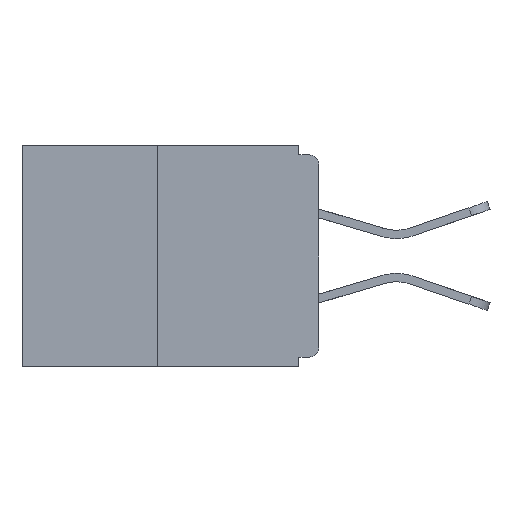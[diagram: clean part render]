
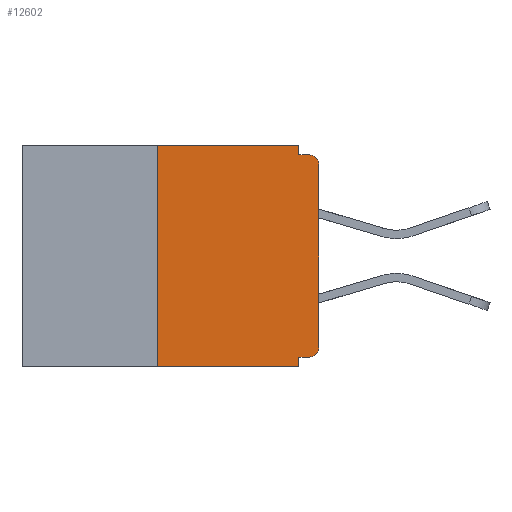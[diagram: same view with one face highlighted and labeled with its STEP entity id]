
A CAD part, left-side view. The second image highlights one B-rep face of the part: STEP entity #12602.
In plain terms, the highlighted planar face has unit normal (-1, 0, 0).
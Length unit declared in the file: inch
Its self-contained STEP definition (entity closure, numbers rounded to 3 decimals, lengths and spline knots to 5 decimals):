
#60 = EDGE_CURVE ( 'NONE', #5403, #1062, #4665, .T. ) ;
#410 = LINE ( 'NONE', #8319, #12305 ) ;
#465 = ORIENTED_EDGE ( 'NONE', *, *, #4624, .F. ) ;
#735 = DIRECTION ( 'NONE',  ( -1., 0., 0. ) ) ;
#842 = LINE ( 'NONE', #1021, #6346 ) ;
#967 = AXIS2_PLACEMENT_3D ( 'NONE', #8982, #12764, #12890 ) ;
#1021 = CARTESIAN_POINT ( 'NONE',  ( 0., 0., -0.328 ) ) ;
#1059 = EDGE_CURVE ( 'NONE', #2747, #9275, #9858, .T. ) ;
#1062 = VERTEX_POINT ( 'NONE', #10786 ) ;
#1394 = FACE_OUTER_BOUND ( 'NONE', #4422, .T. ) ;
#1440 = DIRECTION ( 'NONE',  ( 0., 0., 1. ) ) ;
#1720 = VERTEX_POINT ( 'NONE', #3491 ) ;
#1827 = CARTESIAN_POINT ( 'NONE',  ( 0., 0.015, -0.015 ) ) ;
#2082 = CARTESIAN_POINT ( 'NONE',  ( 0., 0.25, 0. ) ) ;
#2201 = LINE ( 'NONE', #2082, #8170 ) ;
#2452 = ORIENTED_EDGE ( 'NONE', *, *, #2687, .F. ) ;
#2470 = VECTOR ( 'NONE', #12724, 39.37008 ) ;
#2687 = EDGE_CURVE ( 'NONE', #11978, #11963, #4926, .T. ) ;
#2747 = VERTEX_POINT ( 'NONE', #3089 ) ;
#3089 = CARTESIAN_POINT ( 'NONE',  ( 0., 0.031, -0.015 ) ) ;
#3263 = EDGE_CURVE ( 'NONE', #11963, #2747, #410, .T. ) ;
#3268 = ORIENTED_EDGE ( 'NONE', *, *, #4211, .T. ) ;
#3323 = VERTEX_POINT ( 'NONE', #9782 ) ;
#3379 = DIRECTION ( 'NONE',  ( 0., 0., -1. ) ) ;
#3424 = AXIS2_PLACEMENT_3D ( 'NONE', #6451, #12484, #10439 ) ;
#3491 = CARTESIAN_POINT ( 'NONE',  ( 0., 0., -0.03 ) ) ;
#3581 = CARTESIAN_POINT ( 'NONE',  ( 0., 0., -0.313 ) ) ;
#4211 = EDGE_CURVE ( 'NONE', #9594, #11833, #9256, .T. ) ;
#4238 = ORIENTED_EDGE ( 'NONE', *, *, #3263, .F. ) ;
#4422 = EDGE_LOOP ( 'NONE', ( #2452, #5503, #8581, #10825, #465, #3268, #8436, #5489, #6565, #4238 ) ) ;
#4624 = EDGE_CURVE ( 'NONE', #9594, #5403, #842, .T. ) ;
#4665 = LINE ( 'NONE', #8622, #2470 ) ;
#4914 = CARTESIAN_POINT ( 'NONE',  ( 0., 0., -0.015 ) ) ;
#4926 = LINE ( 'NONE', #6677, #7653 ) ;
#4934 = CARTESIAN_POINT ( 'NONE',  ( 0., 0.25, 0. ) ) ;
#5338 = CARTESIAN_POINT ( 'NONE',  ( 0., 0., 0. ) ) ;
#5403 = VERTEX_POINT ( 'NONE', #7890 ) ;
#5489 = ORIENTED_EDGE ( 'NONE', *, *, #7874, .T. ) ;
#5503 = ORIENTED_EDGE ( 'NONE', *, *, #7742, .F. ) ;
#5536 = LINE ( 'NONE', #5338, #7576 ) ;
#6346 = VECTOR ( 'NONE', #6793, 39.37008 ) ;
#6451 = CARTESIAN_POINT ( 'NONE',  ( 0., 0.46, 0. ) ) ;
#6565 = ORIENTED_EDGE ( 'NONE', *, *, #1059, .F. ) ;
#6677 = CARTESIAN_POINT ( 'NONE',  ( 0., 0.46, 0. ) ) ;
#6793 = DIRECTION ( 'NONE',  ( 0., 1., 0. ) ) ;
#7576 = VECTOR ( 'NONE', #1440, 39.37008 ) ;
#7653 = VECTOR ( 'NONE', #9875, 39.37008 ) ;
#7742 = EDGE_CURVE ( 'NONE', #3323, #11978, #2201, .T. ) ;
#7833 = DIRECTION ( 'NONE',  ( 0., -1., 0. ) ) ;
#7874 = EDGE_CURVE ( 'NONE', #1720, #9275, #11716, .T. ) ;
#7890 = CARTESIAN_POINT ( 'NONE',  ( 0., 0.031, -0.328 ) ) ;
#8128 = DIRECTION ( 'NONE',  ( 0., 0., 1. ) ) ;
#8170 = VECTOR ( 'NONE', #8128, 39.37008 ) ;
#8319 = CARTESIAN_POINT ( 'NONE',  ( 0., 0.031, 0. ) ) ;
#8436 = ORIENTED_EDGE ( 'NONE', *, *, #10546, .T. ) ;
#8517 = CARTESIAN_POINT ( 'NONE',  ( 0., 0.015, -0.03 ) ) ;
#8581 = ORIENTED_EDGE ( 'NONE', *, *, #12385, .T. ) ;
#8622 = CARTESIAN_POINT ( 'NONE',  ( 0., 0.031, -0.343 ) ) ;
#8982 = CARTESIAN_POINT ( 'NONE',  ( 0., 0.015, -0.313 ) ) ;
#9065 = CARTESIAN_POINT ( 'NONE',  ( 0., 0.015, -0.328 ) ) ;
#9254 = PLANE ( 'NONE',  #3424 ) ;
#9256 = CIRCLE ( 'NONE', #967, 0.015 ) ;
#9275 = VERTEX_POINT ( 'NONE', #1827 ) ;
#9507 = DIRECTION ( 'NONE',  ( 0., 0., -1. ) ) ;
#9594 = VERTEX_POINT ( 'NONE', #9065 ) ;
#9782 = CARTESIAN_POINT ( 'NONE',  ( 0., 0.25, -0.343 ) ) ;
#9858 = LINE ( 'NONE', #4914, #10219 ) ;
#9869 = LINE ( 'NONE', #11779, #10513 ) ;
#9875 = DIRECTION ( 'NONE',  ( 0., -1., 0. ) ) ;
#9887 = CARTESIAN_POINT ( 'NONE',  ( 0., 0.031, 0. ) ) ;
#10219 = VECTOR ( 'NONE', #10727, 39.37008 ) ;
#10439 = DIRECTION ( 'NONE',  ( 0., 0., -1. ) ) ;
#10456 = AXIS2_PLACEMENT_3D ( 'NONE', #8517, #735, #9507 ) ;
#10513 = VECTOR ( 'NONE', #7833, 39.37008 ) ;
#10546 = EDGE_CURVE ( 'NONE', #11833, #1720, #5536, .T. ) ;
#10727 = DIRECTION ( 'NONE',  ( 0., -1., 0. ) ) ;
#10786 = CARTESIAN_POINT ( 'NONE',  ( 0., 0.031, -0.343 ) ) ;
#10825 = ORIENTED_EDGE ( 'NONE', *, *, #60, .F. ) ;
#11716 = CIRCLE ( 'NONE', #10456, 0.015 ) ;
#11779 = CARTESIAN_POINT ( 'NONE',  ( 0., 0.46, -0.343 ) ) ;
#11833 = VERTEX_POINT ( 'NONE', #3581 ) ;
#11963 = VERTEX_POINT ( 'NONE', #9887 ) ;
#11978 = VERTEX_POINT ( 'NONE', #4934 ) ;
#12305 = VECTOR ( 'NONE', #3379, 39.37008 ) ;
#12385 = EDGE_CURVE ( 'NONE', #3323, #1062, #9869, .T. ) ;
#12484 = DIRECTION ( 'NONE',  ( 1., 0., 0. ) ) ;
#12602 = ADVANCED_FACE ( 'NONE', ( #1394 ), #9254, .F. ) ;
#12724 = DIRECTION ( 'NONE',  ( 0., 0., -1. ) ) ;
#12764 = DIRECTION ( 'NONE',  ( -1., 0., 0. ) ) ;
#12890 = DIRECTION ( 'NONE',  ( 0., 0., -1. ) ) ;
